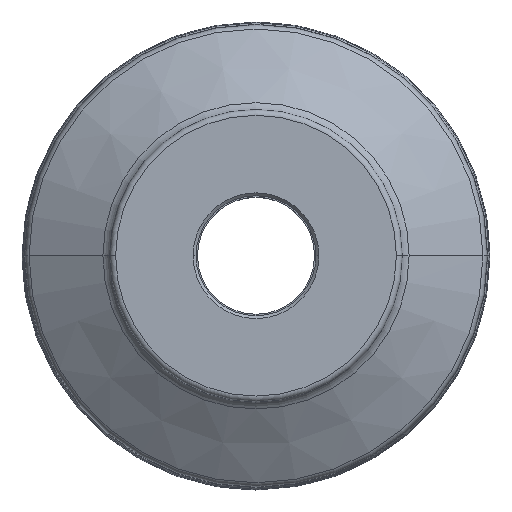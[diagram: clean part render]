
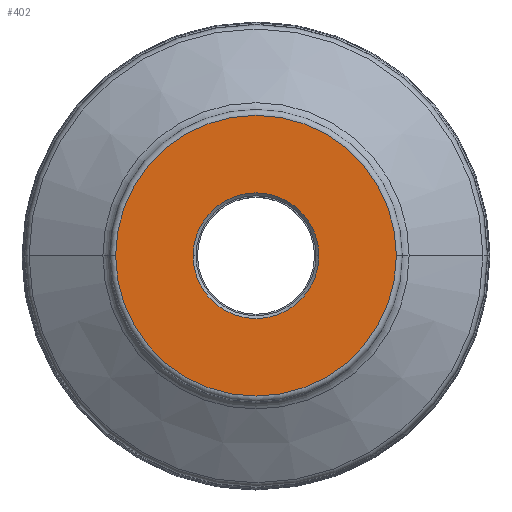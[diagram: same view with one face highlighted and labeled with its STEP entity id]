
A CAD part, top view. The second image highlights one B-rep face of the part: STEP entity #402.
In plain terms, the highlighted planar face has unit normal (0, 0, 1).
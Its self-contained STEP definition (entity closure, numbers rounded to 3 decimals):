
#402=ADVANCED_FACE('',(#432,#433),#423,.F.);
#423=PLANE('',#2367);
#432=FACE_BOUND('',#543,.T.);
#433=FACE_BOUND('',#544,.T.);
#543=EDGE_LOOP('',(#1012,#1013));
#544=EDGE_LOOP('',(#1014,#1015));
#1012=ORIENTED_EDGE('',*,*,#1469,.F.);
#1013=ORIENTED_EDGE('',*,*,#1467,.F.);
#1014=ORIENTED_EDGE('',*,*,#1470,.F.);
#1015=ORIENTED_EDGE('',*,*,#1471,.F.);
#1218=VERTEX_POINT('',#4924);
#1219=VERTEX_POINT('',#4926);
#1220=VERTEX_POINT('',#4932);
#1221=VERTEX_POINT('',#4933);
#1467=EDGE_CURVE('',#1218,#1219,#1790,.T.);
#1469=EDGE_CURVE('',#1219,#1218,#1792,.T.);
#1470=EDGE_CURVE('',#1220,#1221,#1793,.T.);
#1471=EDGE_CURVE('',#1221,#1220,#1794,.T.);
#1790=CIRCLE('',#2360,48.);
#1792=CIRCLE('',#2363,48.);
#1793=CIRCLE('',#2365,21.5);
#1794=CIRCLE('',#2366,21.5);
#2360=AXIS2_PLACEMENT_3D('',#4925,#2969,#2970);
#2363=AXIS2_PLACEMENT_3D('',#4929,#2975,#2976);
#2365=AXIS2_PLACEMENT_3D('',#4931,#2979,#2980);
#2366=AXIS2_PLACEMENT_3D('',#4934,#2981,#2982);
#2367=AXIS2_PLACEMENT_3D('',#4935,#2983,#2984);
#2969=DIRECTION('',(0.,0.,-1.));
#2970=DIRECTION('',(-1.,0.,0.));
#2975=DIRECTION('',(0.,0.,-1.));
#2976=DIRECTION('',(1.,0.,0.));
#2979=DIRECTION('',(0.,0.,1.));
#2980=DIRECTION('',(-1.,0.,0.));
#2981=DIRECTION('',(0.,0.,1.));
#2982=DIRECTION('',(1.,0.,0.));
#2983=DIRECTION('',(0.,0.,-1.));
#2984=DIRECTION('',(1.,0.,0.));
#4924=CARTESIAN_POINT('',(-48.,0.,0.));
#4925=CARTESIAN_POINT('',(0.,0.,0.));
#4926=CARTESIAN_POINT('',(48.,0.,0.));
#4929=CARTESIAN_POINT('',(0.,0.,0.));
#4931=CARTESIAN_POINT('',(0.,0.,0.));
#4932=CARTESIAN_POINT('',(-21.5,0.,0.));
#4933=CARTESIAN_POINT('',(21.5,0.,0.));
#4934=CARTESIAN_POINT('',(0.,0.,0.));
#4935=CARTESIAN_POINT('',(0.,0.,0.));
